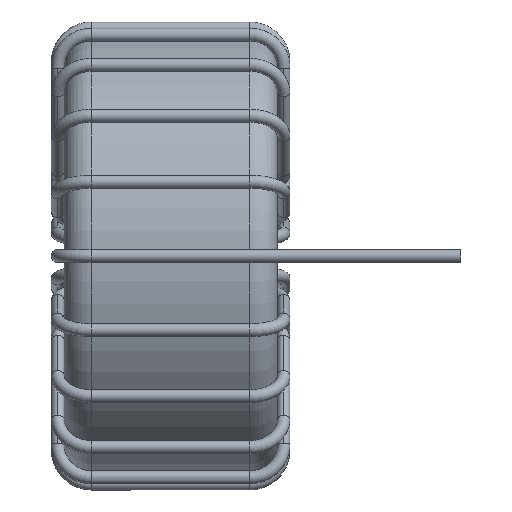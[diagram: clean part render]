
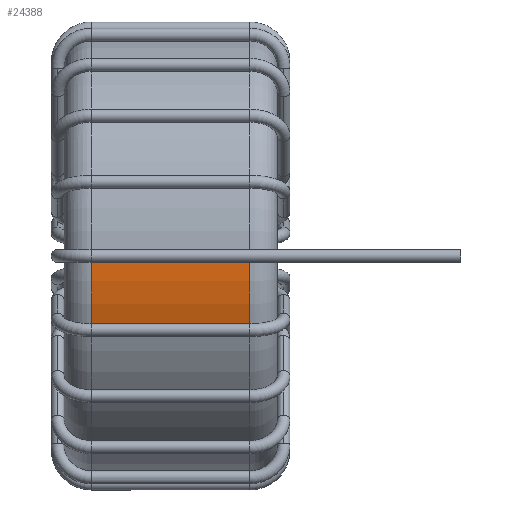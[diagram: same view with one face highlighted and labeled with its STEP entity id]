
A CAD part, left-side view. The second image highlights one B-rep face of the part: STEP entity #24388.
In plain terms, the highlighted cylindrical face has radius 15.392 mm (diameter 30.785 mm), a partial arc.
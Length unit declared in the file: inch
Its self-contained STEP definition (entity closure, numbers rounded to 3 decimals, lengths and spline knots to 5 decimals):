
#738 = AXIS2_PLACEMENT_3D ( 'NONE', #1978, #15462, #3906 ) ;
#1564 = LINE ( 'NONE', #2620, #11218 ) ;
#1978 = CARTESIAN_POINT ( 'NONE',  ( 0., 0.507, 0. ) ) ;
#2057 = VERTEX_POINT ( 'NONE', #5125 ) ;
#2604 = CIRCLE ( 'NONE', #5486, 0.606 ) ;
#2620 = CARTESIAN_POINT ( 'NONE',  ( -0.60599, 0.291, -0.0041 ) ) ;
#2977 = LINE ( 'NONE', #23332, #17744 ) ;
#3906 = DIRECTION ( 'NONE',  ( 0., 0., 1. ) ) ;
#5125 = CARTESIAN_POINT ( 'NONE',  ( -0.57448, 0.507, -0.19289 ) ) ;
#5486 = AXIS2_PLACEMENT_3D ( 'NONE', #18224, #6661, #20161 ) ;
#6309 = ORIENTED_EDGE ( 'NONE', *, *, #6552, .T. ) ;
#6552 = EDGE_CURVE ( 'NONE', #15276, #24732, #2604, .T. ) ;
#6661 = DIRECTION ( 'NONE',  ( 0., 1., 0. ) ) ;
#8197 = AXIS2_PLACEMENT_3D ( 'NONE', #12991, #24591, #11219 ) ;
#9524 = ORIENTED_EDGE ( 'NONE', *, *, #16933, .T. ) ;
#9648 = CIRCLE ( 'NONE', #738, 0.606 ) ;
#11218 = VECTOR ( 'NONE', #14187, 39.37008 ) ;
#11219 = DIRECTION ( 'NONE',  ( 0., 0., -1. ) ) ;
#11755 = DIRECTION ( 'NONE',  ( 0., 1., 0. ) ) ;
#11914 = EDGE_CURVE ( 'NONE', #18619, #24732, #1564, .T. ) ;
#12720 = ORIENTED_EDGE ( 'NONE', *, *, #23698, .F. ) ;
#12886 = CYLINDRICAL_SURFACE ( 'NONE', #8197, 0.606 ) ;
#12991 = CARTESIAN_POINT ( 'NONE',  ( 0., 0.582, 0. ) ) ;
#14187 = DIRECTION ( 'NONE',  ( 0., -1., 0. ) ) ;
#14244 = CARTESIAN_POINT ( 'NONE',  ( -0.60599, 0.507, -0.0041 ) ) ;
#14735 = EDGE_LOOP ( 'NONE', ( #12720, #6309, #16046, #9524 ) ) ;
#15276 = VERTEX_POINT ( 'NONE', #23501 ) ;
#15281 = FACE_OUTER_BOUND ( 'NONE', #14735, .T. ) ;
#15462 = DIRECTION ( 'NONE',  ( 0., -1., 0. ) ) ;
#15824 = CARTESIAN_POINT ( 'NONE',  ( -0.60599, 0.075, -0.0041 ) ) ;
#16046 = ORIENTED_EDGE ( 'NONE', *, *, #11914, .F. ) ;
#16933 = EDGE_CURVE ( 'NONE', #18619, #2057, #9648, .T. ) ;
#17744 = VECTOR ( 'NONE', #11755, 39.37008 ) ;
#18224 = CARTESIAN_POINT ( 'NONE',  ( 0., 0.075, 0. ) ) ;
#18619 = VERTEX_POINT ( 'NONE', #14244 ) ;
#20161 = DIRECTION ( 'NONE',  ( 0., 0., 1. ) ) ;
#23332 = CARTESIAN_POINT ( 'NONE',  ( -0.57448, 0.291, -0.19289 ) ) ;
#23501 = CARTESIAN_POINT ( 'NONE',  ( -0.57448, 0.075, -0.19289 ) ) ;
#23698 = EDGE_CURVE ( 'NONE', #15276, #2057, #2977, .T. ) ;
#24388 = ADVANCED_FACE ( 'NONE', ( #15281 ), #12886, .T. ) ;
#24591 = DIRECTION ( 'NONE',  ( 0., -1., 0. ) ) ;
#24732 = VERTEX_POINT ( 'NONE', #15824 ) ;
